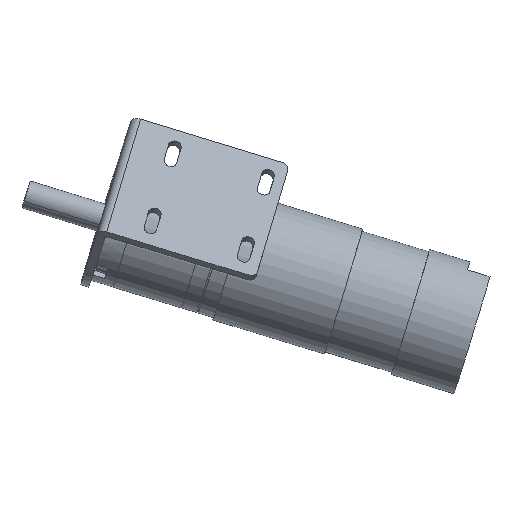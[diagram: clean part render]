
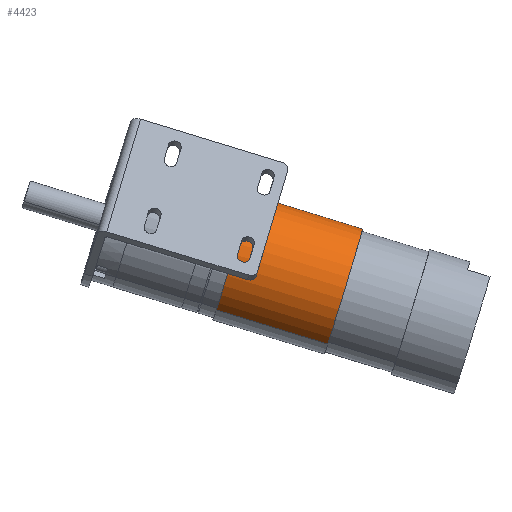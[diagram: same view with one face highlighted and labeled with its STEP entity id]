
A CAD part, front view. The second image highlights one B-rep face of the part: STEP entity #4423.
In plain terms, the highlighted cylindrical face has radius 18.65 mm (diameter 37.3 mm), a partial arc.
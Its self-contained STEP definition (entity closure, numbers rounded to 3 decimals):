
#227 = VERTEX_POINT ( 'NONE', #431 ) ;
#291 = VERTEX_POINT ( 'NONE', #2474 ) ;
#308 = VERTEX_POINT ( 'NONE', #3186 ) ;
#362 = CYLINDRICAL_SURFACE ( 'NONE', #1982, 18.65 ) ;
#431 = CARTESIAN_POINT ( 'NONE',  ( 0., 69.8, -18.65 ) ) ;
#439 = FACE_OUTER_BOUND ( 'NONE', #2095, .T. ) ;
#697 = DIRECTION ( 'NONE',  ( 0., 0., -1. ) ) ;
#881 = VECTOR ( 'NONE', #4535, 1000. ) ;
#955 = CARTESIAN_POINT ( 'NONE',  ( 0., 36.6, -18.65 ) ) ;
#1017 = DIRECTION ( 'NONE',  ( 0., -1., 0. ) ) ;
#1028 = ORIENTED_EDGE ( 'NONE', *, *, #2133, .F. ) ;
#1075 = CIRCLE ( 'NONE', #2642, 18.65 ) ;
#1254 = VERTEX_POINT ( 'NONE', #955 ) ;
#1392 = LINE ( 'NONE', #2956, #881 ) ;
#1878 = EDGE_CURVE ( 'NONE', #1254, #227, #1392, .T. ) ;
#1945 = DIRECTION ( 'NONE',  ( 0., 1., 0. ) ) ;
#1982 = AXIS2_PLACEMENT_3D ( 'NONE', #3964, #1945, #3505 ) ;
#2095 = EDGE_LOOP ( 'NONE', ( #2835, #2930, #4441, #1028 ) ) ;
#2133 = EDGE_CURVE ( 'NONE', #308, #291, #2794, .T. ) ;
#2437 = CARTESIAN_POINT ( 'NONE',  ( 0., 36.6, 18.65 ) ) ;
#2474 = CARTESIAN_POINT ( 'NONE',  ( 0., 69.8, 18.65 ) ) ;
#2589 = DIRECTION ( 'NONE',  ( 0., 0., -1. ) ) ;
#2629 = AXIS2_PLACEMENT_3D ( 'NONE', #3723, #1017, #2589 ) ;
#2642 = AXIS2_PLACEMENT_3D ( 'NONE', #2662, #4234, #697 ) ;
#2662 = CARTESIAN_POINT ( 'NONE',  ( 0., 69.8, 0. ) ) ;
#2794 = LINE ( 'NONE', #2437, #4839 ) ;
#2835 = ORIENTED_EDGE ( 'NONE', *, *, #3607, .F. ) ;
#2930 = ORIENTED_EDGE ( 'NONE', *, *, #1878, .T. ) ;
#2956 = CARTESIAN_POINT ( 'NONE',  ( 0., 36.6, -18.65 ) ) ;
#3186 = CARTESIAN_POINT ( 'NONE',  ( 0., 36.6, 18.65 ) ) ;
#3505 = DIRECTION ( 'NONE',  ( 0., 0., 1. ) ) ;
#3607 = EDGE_CURVE ( 'NONE', #1254, #308, #4933, .T. ) ;
#3723 = CARTESIAN_POINT ( 'NONE',  ( 0., 36.6, 0. ) ) ;
#3964 = CARTESIAN_POINT ( 'NONE',  ( 0., 36.6, 0. ) ) ;
#4234 = DIRECTION ( 'NONE',  ( 0., -1., 0. ) ) ;
#4375 = DIRECTION ( 'NONE',  ( 0., 1., 0. ) ) ;
#4423 = ADVANCED_FACE ( 'NONE', ( #439 ), #362, .T. ) ;
#4441 = ORIENTED_EDGE ( 'NONE', *, *, #4807, .T. ) ;
#4535 = DIRECTION ( 'NONE',  ( 0., 1., 0. ) ) ;
#4807 = EDGE_CURVE ( 'NONE', #227, #291, #1075, .T. ) ;
#4839 = VECTOR ( 'NONE', #4375, 1000. ) ;
#4933 = CIRCLE ( 'NONE', #2629, 18.65 ) ;
